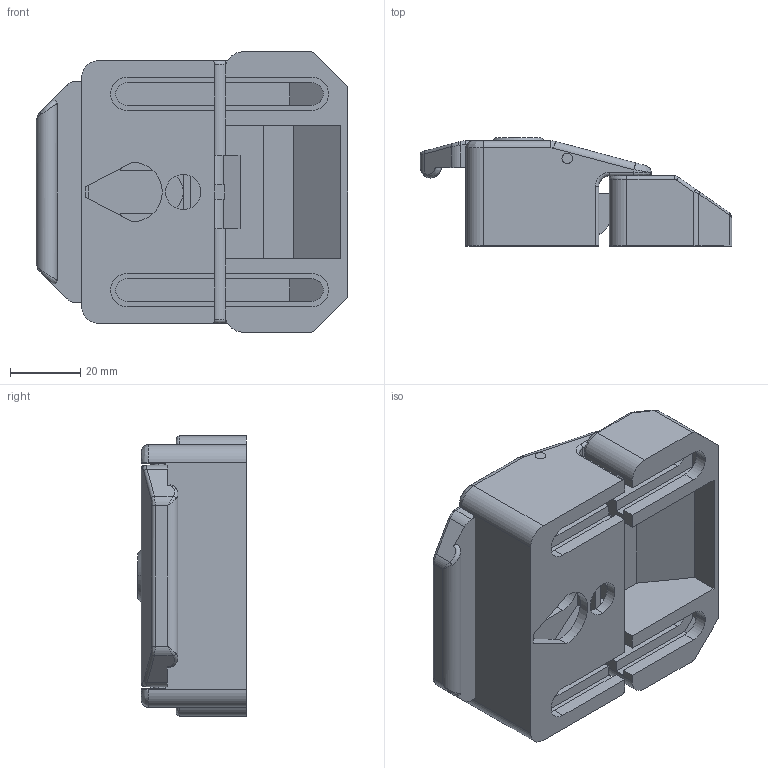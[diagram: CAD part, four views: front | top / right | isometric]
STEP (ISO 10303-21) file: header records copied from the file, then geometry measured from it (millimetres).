
FILE_DESCRIPTION (( 'STEP AP203' ), '1' );
FILE_NAME ('405530352_c_1.STEP', '2022-10-08T01:58:19', ( '' ), ( '' ), 'SwSTEP 2.0', 'SolidWorks 2014', '' );
FILE_SCHEMA (( 'CONFIG_CONTROL_DESIGN' ));
Length unit declared in the file: millimetre
Products named in the file (1): 405530352_c_1
Bounding box: 89 x 31 x 80 mm (x, y, z)
Volume: 97561.4 mm3; surface area: 42875.2 mm2
Topology: 6 solids, 6 shells, 322 faces, 835 edges, 527 vertices
Faces by surface type: plane 164, cylinder 108, bspline 48, cone 2
Entity records: 17813 total; most frequent: CARTESIAN_POINT 10196, ORIENTED_EDGE 1662, DIRECTION 1430, EDGE_CURVE 831, LINE 542, VECTOR 542, VERTEX_POINT 527, AXIS2_PLACEMENT_3D 444
